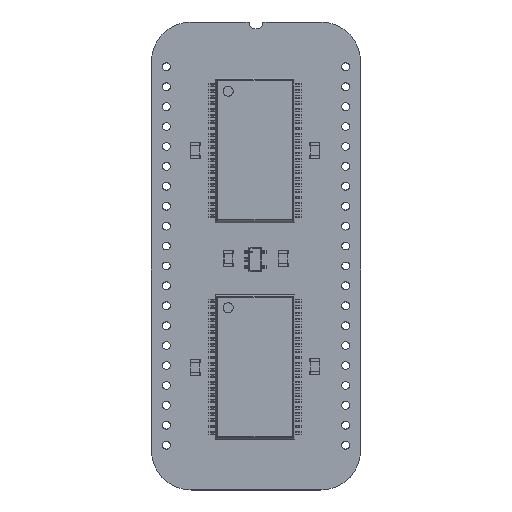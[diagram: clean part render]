
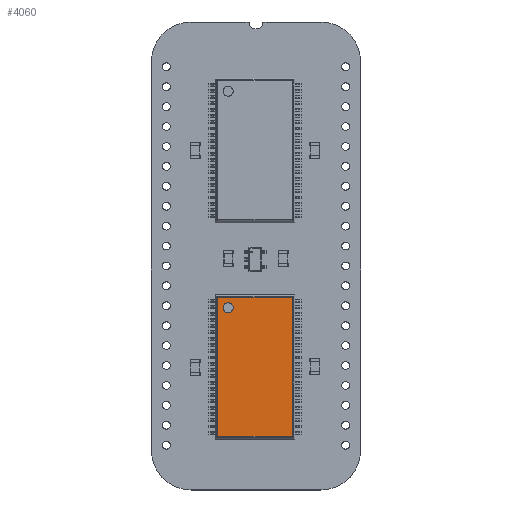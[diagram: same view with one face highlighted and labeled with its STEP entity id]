
A CAD part, top view. The second image highlights one B-rep face of the part: STEP entity #4060.
In plain terms, the highlighted planar face has unit normal (0, 0, 1).
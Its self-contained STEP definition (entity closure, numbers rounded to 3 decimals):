
#3966 = VERTEX_POINT('',#3967);
#3967 = CARTESIAN_POINT('',(-4.747,-8.872,1.2));
#3974 = EDGE_CURVE('',#3966,#3975,#3977,.T.);
#3975 = VERTEX_POINT('',#3976);
#3976 = CARTESIAN_POINT('',(-4.747,8.872,1.2));
#3977 = LINE('',#3978,#3979);
#3978 = CARTESIAN_POINT('',(-4.747,-8.951,1.2));
#3979 = VECTOR('',#3980,1.);
#3980 = DIRECTION('',(0.,1.,0.));
#4041 = VERTEX_POINT('',#4042);
#4042 = CARTESIAN_POINT('',(4.747,-8.872,1.2));
#4049 = EDGE_CURVE('',#3966,#4041,#4050,.T.);
#4050 = LINE('',#4051,#4052);
#4051 = CARTESIAN_POINT('',(-4.826,-8.872,1.2));
#4052 = VECTOR('',#4053,1.);
#4053 = DIRECTION('',(1.,0.,0.));
#4060 = ADVANCED_FACE('',(#4061,#4079),#4090,.T.);
#4061 = FACE_BOUND('',#4062,.T.);
#4062 = EDGE_LOOP('',(#4063,#4064,#4065,#4073));
#4063 = ORIENTED_EDGE('',*,*,#3974,.F.);
#4064 = ORIENTED_EDGE('',*,*,#4049,.T.);
#4065 = ORIENTED_EDGE('',*,*,#4066,.T.);
#4066 = EDGE_CURVE('',#4041,#4067,#4069,.T.);
#4067 = VERTEX_POINT('',#4068);
#4068 = CARTESIAN_POINT('',(4.747,8.872,1.2));
#4069 = LINE('',#4070,#4071);
#4070 = CARTESIAN_POINT('',(4.747,-8.951,1.2));
#4071 = VECTOR('',#4072,1.);
#4072 = DIRECTION('',(0.,1.,0.));
#4073 = ORIENTED_EDGE('',*,*,#4074,.F.);
#4074 = EDGE_CURVE('',#3975,#4067,#4075,.T.);
#4075 = LINE('',#4076,#4077);
#4076 = CARTESIAN_POINT('',(-4.826,8.872,1.2));
#4077 = VECTOR('',#4078,1.);
#4078 = DIRECTION('',(1.,0.,0.));
#4079 = FACE_BOUND('',#4080,.T.);
#4080 = EDGE_LOOP('',(#4081));
#4081 = ORIENTED_EDGE('',*,*,#4082,.F.);
#4082 = EDGE_CURVE('',#4083,#4083,#4085,.T.);
#4083 = VERTEX_POINT('',#4084);
#4084 = CARTESIAN_POINT('',(-2.791,7.551,1.2));
#4085 = CIRCLE('',#4086,0.635);
#4086 = AXIS2_PLACEMENT_3D('',#4087,#4088,#4089);
#4087 = CARTESIAN_POINT('',(-3.426,7.551,1.2));
#4088 = DIRECTION('',(0.,0.,1.));
#4089 = DIRECTION('',(1.,0.,0.));
#4090 = PLANE('',#4091);
#4091 = AXIS2_PLACEMENT_3D('',#4092,#4093,#4094);
#4092 = CARTESIAN_POINT('',(-5.08,-9.205,1.2));
#4093 = DIRECTION('',(0.,0.,1.));
#4094 = DIRECTION('',(1.,0.,0.));
